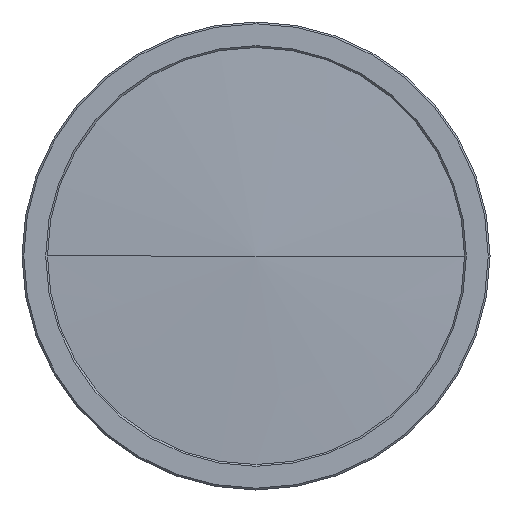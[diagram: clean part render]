
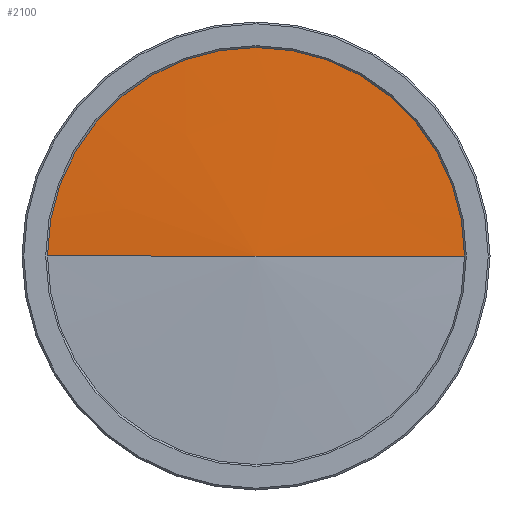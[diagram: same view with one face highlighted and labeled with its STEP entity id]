
A CAD part, left-side view. The second image highlights one B-rep face of the part: STEP entity #2100.
In plain terms, the highlighted conical face has half-angle 87.642 degrees and reference radius 24281.2 mm.
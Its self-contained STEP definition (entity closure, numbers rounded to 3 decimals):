
#31 = CARTESIAN_POINT ( 'NONE',  ( 1.431, 0., 0. ) ) ;
#76 = EDGE_CURVE ( 'NONE', #407, #2792, #3798, .T. ) ;
#109 = DIRECTION ( 'NONE',  ( 0.041, -0.999, 0. ) ) ;
#352 = DIRECTION ( 'NONE',  ( 1., 0., 0. ) ) ;
#407 = VERTEX_POINT ( 'NONE', #865 ) ;
#532 = CARTESIAN_POINT ( 'NONE',  ( 0., 0., 0. ) ) ;
#762 = DIRECTION ( 'NONE',  ( 1., 0., 0. ) ) ;
#865 = CARTESIAN_POINT ( 'NONE',  ( 1.431, 34.75, 0. ) ) ;
#866 = VECTOR ( 'NONE', #109, 1000. ) ;
#909 = CONICAL_SURFACE ( 'NONE', #3125, 24281.192, 1.53 ) ;
#936 = ORIENTED_EDGE ( 'NONE', *, *, #1558, .T. ) ;
#1102 = VECTOR ( 'NONE', #2642, 1000. ) ;
#1319 = ORIENTED_EDGE ( 'NONE', *, *, #76, .F. ) ;
#1371 = AXIS2_PLACEMENT_3D ( 'NONE', #31, #352, #3331 ) ;
#1558 = EDGE_CURVE ( 'NONE', #3549, #2792, #3555, .T. ) ;
#1569 = CARTESIAN_POINT ( 'NONE',  ( 0., 0., 0. ) ) ;
#1727 = EDGE_CURVE ( 'NONE', #3549, #407, #2289, .T. ) ;
#1787 = CARTESIAN_POINT ( 'NONE',  ( 0., 0., 0. ) ) ;
#2100 = ADVANCED_FACE ( 'NONE', ( #3599 ), #909, .T. ) ;
#2289 = LINE ( 'NONE', #532, #1102 ) ;
#2538 = DIRECTION ( 'NONE',  ( 0., 1., 0. ) ) ;
#2546 = CARTESIAN_POINT ( 'NONE',  ( 1000., 0., 0. ) ) ;
#2642 = DIRECTION ( 'NONE',  ( 0.041, 0.999, 0. ) ) ;
#2792 = VERTEX_POINT ( 'NONE', #2923 ) ;
#2923 = CARTESIAN_POINT ( 'NONE',  ( 1.431, -34.75, 0. ) ) ;
#3125 = AXIS2_PLACEMENT_3D ( 'NONE', #2546, #762, #2538 ) ;
#3216 = ORIENTED_EDGE ( 'NONE', *, *, #1727, .F. ) ;
#3331 = DIRECTION ( 'NONE',  ( 0., 0., -1. ) ) ;
#3460 = EDGE_LOOP ( 'NONE', ( #3216, #936, #1319 ) ) ;
#3549 = VERTEX_POINT ( 'NONE', #1787 ) ;
#3555 = LINE ( 'NONE', #1569, #866 ) ;
#3599 = FACE_OUTER_BOUND ( 'NONE', #3460, .T. ) ;
#3798 = CIRCLE ( 'NONE', #1371, 34.75 ) ;
